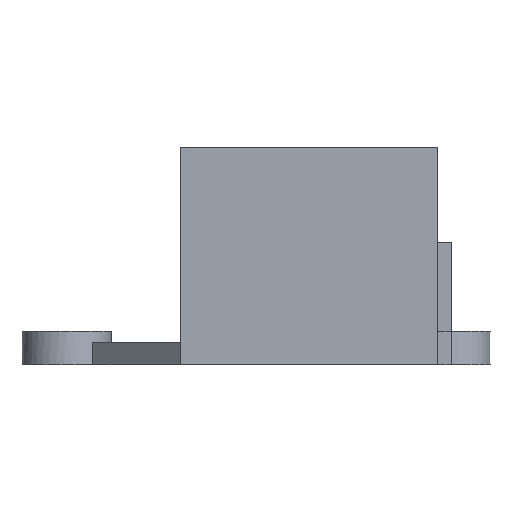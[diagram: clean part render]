
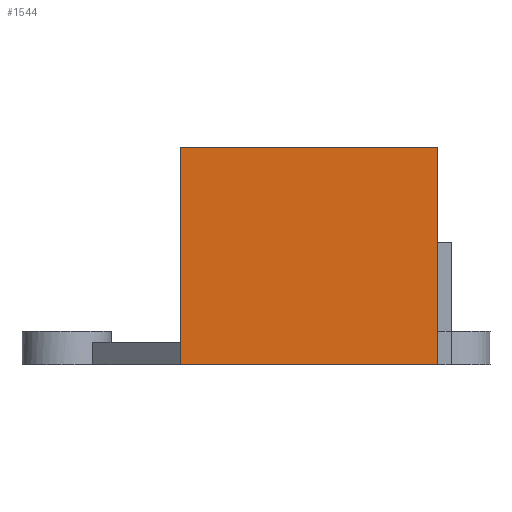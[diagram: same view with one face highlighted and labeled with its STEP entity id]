
A CAD part, left-side view. The second image highlights one B-rep face of the part: STEP entity #1544.
In plain terms, the highlighted planar face has unit normal (-1, 0, 0).
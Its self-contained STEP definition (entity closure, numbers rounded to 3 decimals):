
#127 = PLANE('',#128);
#128 = AXIS2_PLACEMENT_3D('',#129,#130,#131);
#129 = CARTESIAN_POINT('',(8.308,-2.653,16.));
#130 = DIRECTION('',(0.,0.,-1.));
#131 = DIRECTION('',(-1.,0.,0.));
#1240 = PLANE('',#1241);
#1241 = AXIS2_PLACEMENT_3D('',#1242,#1243,#1244);
#1242 = CARTESIAN_POINT('',(-7.,11.8,35.5));
#1243 = DIRECTION('',(0.,-1.,0.));
#1244 = DIRECTION('',(-1.,0.,0.));
#1265 = VERTEX_POINT('',#1266);
#1266 = CARTESIAN_POINT('',(-17.,11.8,35.5));
#1280 = PLANE('',#1281);
#1281 = AXIS2_PLACEMENT_3D('',#1282,#1283,#1284);
#1282 = CARTESIAN_POINT('',(-8.686,0.261,35.5));
#1283 = DIRECTION('',(0.,0.,1.));
#1284 = DIRECTION('',(0.,-1.,0.));
#1292 = EDGE_CURVE('',#1265,#1293,#1295,.T.);
#1293 = VERTEX_POINT('',#1294);
#1294 = CARTESIAN_POINT('',(-17.,11.8,16.));
#1295 = SURFACE_CURVE('',#1296,(#1300,#1307),.PCURVE_S1.);
#1296 = LINE('',#1297,#1298);
#1297 = CARTESIAN_POINT('',(-17.,11.8,35.5));
#1298 = VECTOR('',#1299,1.);
#1299 = DIRECTION('',(0.,0.,-1.));
#1300 = PCURVE('',#1240,#1301);
#1301 = DEFINITIONAL_REPRESENTATION('',(#1302),#1306);
#1302 = LINE('',#1303,#1304);
#1303 = CARTESIAN_POINT('',(10.,0.));
#1304 = VECTOR('',#1305,1.);
#1305 = DIRECTION('',(0.,1.));
#1306 = ( GEOMETRIC_REPRESENTATION_CONTEXT(2) 
PARAMETRIC_REPRESENTATION_CONTEXT() REPRESENTATION_CONTEXT('2D SPACE',''
  ) );
#1307 = PCURVE('',#1308,#1313);
#1308 = PLANE('',#1309);
#1309 = AXIS2_PLACEMENT_3D('',#1310,#1311,#1312);
#1310 = CARTESIAN_POINT('',(-17.,-11.3,35.5));
#1311 = DIRECTION('',(-1.,0.,0.));
#1312 = DIRECTION('',(0.,0.,1.));
#1313 = DEFINITIONAL_REPRESENTATION('',(#1314),#1318);
#1314 = LINE('',#1315,#1316);
#1315 = CARTESIAN_POINT('',(0.,23.1));
#1316 = VECTOR('',#1317,1.);
#1317 = DIRECTION('',(-1.,0.));
#1318 = ( GEOMETRIC_REPRESENTATION_CONTEXT(2) 
PARAMETRIC_REPRESENTATION_CONTEXT() REPRESENTATION_CONTEXT('2D SPACE',''
  ) );
#1544 = ADVANCED_FACE('',(#1545),#1308,.T.);
#1545 = FACE_BOUND('',#1546,.T.);
#1546 = EDGE_LOOP('',(#1547,#1577,#1598,#1599));
#1547 = ORIENTED_EDGE('',*,*,#1548,.F.);
#1548 = EDGE_CURVE('',#1549,#1551,#1553,.T.);
#1549 = VERTEX_POINT('',#1550);
#1550 = CARTESIAN_POINT('',(-17.,-11.3,35.5));
#1551 = VERTEX_POINT('',#1552);
#1552 = CARTESIAN_POINT('',(-17.,-11.3,16.));
#1553 = SURFACE_CURVE('',#1554,(#1558,#1565),.PCURVE_S1.);
#1554 = LINE('',#1555,#1556);
#1555 = CARTESIAN_POINT('',(-17.,-11.3,35.5));
#1556 = VECTOR('',#1557,1.);
#1557 = DIRECTION('',(0.,0.,-1.));
#1558 = PCURVE('',#1308,#1559);
#1559 = DEFINITIONAL_REPRESENTATION('',(#1560),#1564);
#1560 = LINE('',#1561,#1562);
#1561 = CARTESIAN_POINT('',(0.,0.));
#1562 = VECTOR('',#1563,1.);
#1563 = DIRECTION('',(-1.,0.));
#1564 = ( GEOMETRIC_REPRESENTATION_CONTEXT(2) 
PARAMETRIC_REPRESENTATION_CONTEXT() REPRESENTATION_CONTEXT('2D SPACE',''
  ) );
#1565 = PCURVE('',#1566,#1571);
#1566 = PLANE('',#1567);
#1567 = AXIS2_PLACEMENT_3D('',#1568,#1569,#1570);
#1568 = CARTESIAN_POINT('',(-7.,-11.3,35.5));
#1569 = DIRECTION('',(0.,-1.,0.));
#1570 = DIRECTION('',(-1.,0.,0.));
#1571 = DEFINITIONAL_REPRESENTATION('',(#1572),#1576);
#1572 = LINE('',#1573,#1574);
#1573 = CARTESIAN_POINT('',(10.,0.));
#1574 = VECTOR('',#1575,1.);
#1575 = DIRECTION('',(0.,1.));
#1576 = ( GEOMETRIC_REPRESENTATION_CONTEXT(2) 
PARAMETRIC_REPRESENTATION_CONTEXT() REPRESENTATION_CONTEXT('2D SPACE',''
  ) );
#1577 = ORIENTED_EDGE('',*,*,#1578,.F.);
#1578 = EDGE_CURVE('',#1265,#1549,#1579,.T.);
#1579 = SURFACE_CURVE('',#1580,(#1584,#1591),.PCURVE_S1.);
#1580 = LINE('',#1581,#1582);
#1581 = CARTESIAN_POINT('',(-17.,11.8,35.5));
#1582 = VECTOR('',#1583,1.);
#1583 = DIRECTION('',(0.,-1.,0.));
#1584 = PCURVE('',#1308,#1585);
#1585 = DEFINITIONAL_REPRESENTATION('',(#1586),#1590);
#1586 = LINE('',#1587,#1588);
#1587 = CARTESIAN_POINT('',(0.,23.1));
#1588 = VECTOR('',#1589,1.);
#1589 = DIRECTION('',(0.,-1.));
#1590 = ( GEOMETRIC_REPRESENTATION_CONTEXT(2) 
PARAMETRIC_REPRESENTATION_CONTEXT() REPRESENTATION_CONTEXT('2D SPACE',''
  ) );
#1591 = PCURVE('',#1280,#1592);
#1592 = DEFINITIONAL_REPRESENTATION('',(#1593),#1597);
#1593 = LINE('',#1594,#1595);
#1594 = CARTESIAN_POINT('',(-11.539,-8.314));
#1595 = VECTOR('',#1596,1.);
#1596 = DIRECTION('',(1.,0.));
#1597 = ( GEOMETRIC_REPRESENTATION_CONTEXT(2) 
PARAMETRIC_REPRESENTATION_CONTEXT() REPRESENTATION_CONTEXT('2D SPACE',''
  ) );
#1598 = ORIENTED_EDGE('',*,*,#1292,.T.);
#1599 = ORIENTED_EDGE('',*,*,#1600,.T.);
#1600 = EDGE_CURVE('',#1293,#1551,#1601,.T.);
#1601 = SURFACE_CURVE('',#1602,(#1606,#1613),.PCURVE_S1.);
#1602 = LINE('',#1603,#1604);
#1603 = CARTESIAN_POINT('',(-17.,11.8,16.));
#1604 = VECTOR('',#1605,1.);
#1605 = DIRECTION('',(0.,-1.,0.));
#1606 = PCURVE('',#1308,#1607);
#1607 = DEFINITIONAL_REPRESENTATION('',(#1608),#1612);
#1608 = LINE('',#1609,#1610);
#1609 = CARTESIAN_POINT('',(-19.5,23.1));
#1610 = VECTOR('',#1611,1.);
#1611 = DIRECTION('',(0.,-1.));
#1612 = ( GEOMETRIC_REPRESENTATION_CONTEXT(2) 
PARAMETRIC_REPRESENTATION_CONTEXT() REPRESENTATION_CONTEXT('2D SPACE',''
  ) );
#1613 = PCURVE('',#127,#1614);
#1614 = DEFINITIONAL_REPRESENTATION('',(#1615),#1619);
#1615 = LINE('',#1616,#1617);
#1616 = CARTESIAN_POINT('',(25.308,14.453));
#1617 = VECTOR('',#1618,1.);
#1618 = DIRECTION('',(0.,-1.));
#1619 = ( GEOMETRIC_REPRESENTATION_CONTEXT(2) 
PARAMETRIC_REPRESENTATION_CONTEXT() REPRESENTATION_CONTEXT('2D SPACE',''
  ) );
